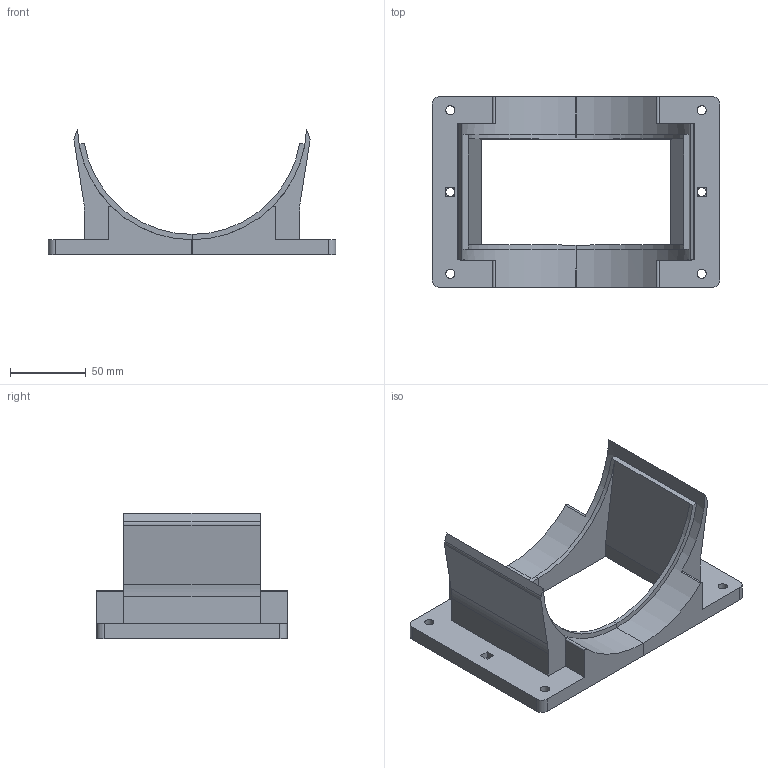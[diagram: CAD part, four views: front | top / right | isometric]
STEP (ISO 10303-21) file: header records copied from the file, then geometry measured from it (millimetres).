
FILE_DESCRIPTION(/* description */ ('Not for commercial use','CAx-IF Rec.Pracs.---Representation and Presentation of Product Manufacturing Information (PMI)---4.0---2014-10-13'),/* implementation_level */ '2;1');
FILE_NAME(/* name */ 'MK2_EU_collection-port-B_REV2.stp',/* time_stamp */ '2024-12-08T19:27:38+01:00',/* author */ ('Capturing Dust'),/* organization */ ('Makerr.nl'),/* preprocessor_version */ 'ST-DEVELOPER v18.1',/* originating_system */ 'Autodesk Inventor 2021',/* authorisation */ '');
FILE_SCHEMA (('AP242_MANAGED_MODEL_BASED_3D_ENGINEERING_MIM_LF { 1 0 10303 442 1 1 4 }'));
Length unit declared in the file: millimetre
Products named in the file (1): MK2_EU_collection-port-B_REV2
Bounding box: 190 x 126 x 83 mm (x, y, z)
Volume: 285516.8 mm3; surface area: 79067.5 mm2
Topology: 2 solids, 2 shells, 76 faces, 206 edges, 136 vertices
Faces by surface type: plane 52, cylinder 24
Full cylindrical faces by diameter (mm): 6 x6
Entity records: 2534 total; most frequent: CARTESIAN_POINT 419, DIRECTION 416, ORIENTED_EDGE 412, EDGE_CURVE 206, LINE 150, VECTOR 150, VERTEX_POINT 136, AXIS2_PLACEMENT_3D 133
